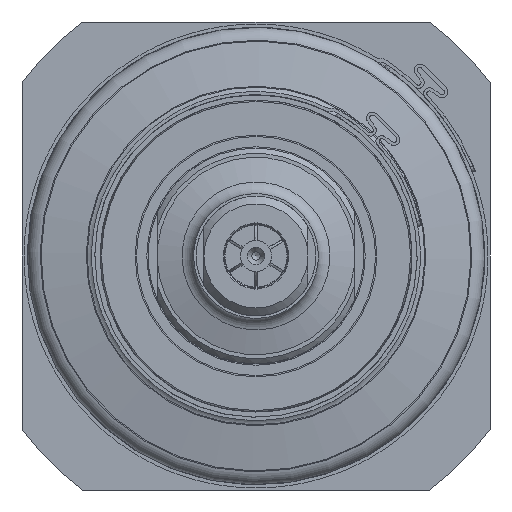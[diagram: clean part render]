
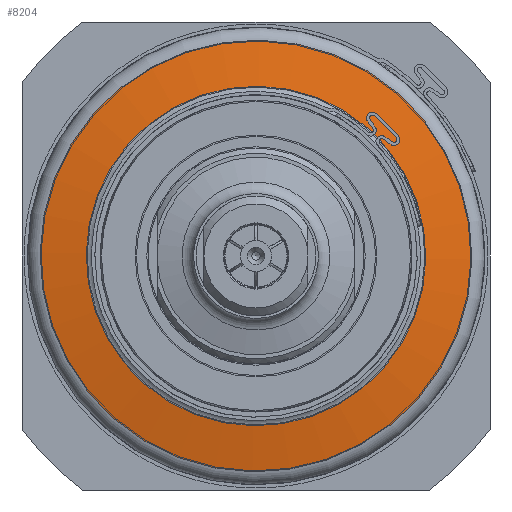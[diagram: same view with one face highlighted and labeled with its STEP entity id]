
A CAD part, left-side view. The second image highlights one B-rep face of the part: STEP entity #8204.
In plain terms, the highlighted conical face has half-angle 80 degrees and reference radius 37.087 mm.
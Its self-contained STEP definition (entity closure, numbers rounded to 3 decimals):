
#1346=CONICAL_SURFACE('',#8950,37.087,80.);
#1542=FACE_BOUND('',#2397,.T.);
#1836=FACE_OUTER_BOUND('',#2396,.T.);
#2396=EDGE_LOOP('',(#6103));
#2397=EDGE_LOOP('',(#6104));
#2960=CIRCLE('',#8949,41.521);
#2961=CIRCLE('',#8951,32.653);
#3582=VERTEX_POINT('',#13229);
#3583=VERTEX_POINT('',#13232);
#4499=EDGE_CURVE('',#3582,#3582,#2960,.T.);
#4500=EDGE_CURVE('',#3583,#3583,#2961,.T.);
#6103=ORIENTED_EDGE('',*,*,#4500,.T.);
#6104=ORIENTED_EDGE('',*,*,#4499,.F.);
#8204=ADVANCED_FACE('',(#1836,#1542),#1346,.T.);
#8949=AXIS2_PLACEMENT_3D('',#13230,#10641,#10642);
#8950=AXIS2_PLACEMENT_3D('',#13231,#10643,#10644);
#8951=AXIS2_PLACEMENT_3D('',#13233,#10645,#10646);
#10641=DIRECTION('center_axis',(1.,0.,0.));
#10642=DIRECTION('ref_axis',(0.,-0.157,-0.988));
#10643=DIRECTION('center_axis',(1.,0.,0.));
#10644=DIRECTION('ref_axis',(0.,0.988,-0.157));
#10645=DIRECTION('center_axis',(1.,0.,0.));
#10646=DIRECTION('ref_axis',(0.,-0.157,-0.988));
#13229=CARTESIAN_POINT('',(54.57,41.004,-6.53));
#13230=CARTESIAN_POINT('Origin',(54.57,0.,
0.));
#13231=CARTESIAN_POINT('Origin',(53.788,0.,
0.));
#13232=CARTESIAN_POINT('',(53.006,32.246,-5.135));
#13233=CARTESIAN_POINT('Origin',(53.006,0.,
0.));
